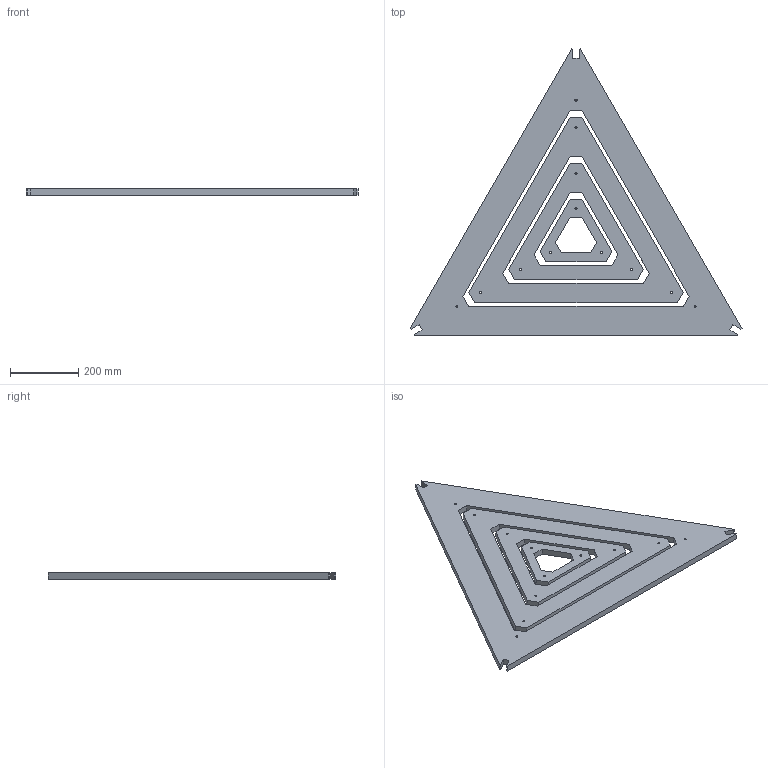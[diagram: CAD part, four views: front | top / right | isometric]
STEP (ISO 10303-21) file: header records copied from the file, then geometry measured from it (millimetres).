
FILE_DESCRIPTION(('FreeCAD Model'),'2;1');
FILE_NAME('Open CASCADE Shape Model','2025-03-13T08:48:55',(''),(''), 'Open CASCADE STEP processor 7.8','FreeCAD','Unknown');
FILE_SCHEMA(('AUTOMOTIVE_DESIGN { 1 0 10303 214 1 1 1 1 }'));
Length unit declared in the file: millimetre
Products named in the file (5): assembly_triangles; support; inner_triangle; inner_triangle_2; inner_triangle_3
Assembly tree (4 placements, depth 2):
  assembly_triangles
    support
    inner_triangle
    inner_triangle_2
    inner_triangle_3
Bounding box: 976.23 x 845.44 x 18 mm (x, y, z)
Volume: 6831237.3 mm3; surface area: 964706.2 mm2
Topology: 4 solids, 4 shells, 80 faces, 216 edges, 144 vertices
Faces by surface type: plane 68, cylinder 12
Full cylindrical faces by diameter (mm): 6 x12
Entity records: 2666 total; most frequent: CARTESIAN_POINT 445, ORIENTED_EDGE 432, DIRECTION 410, EDGE_CURVE 216, LINE 192, VECTOR 192, VERTEX_POINT 144, FACE_BOUND 112
